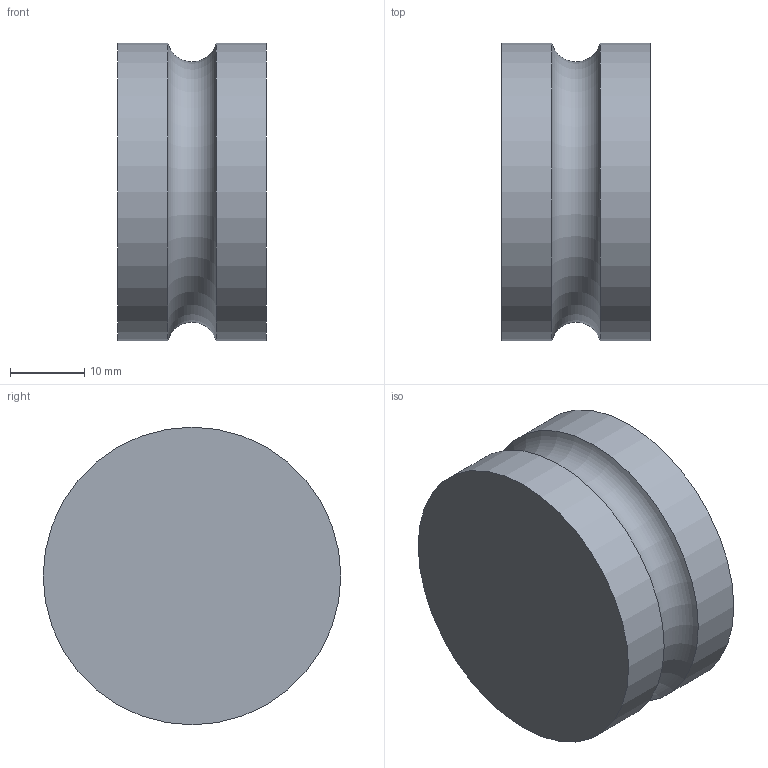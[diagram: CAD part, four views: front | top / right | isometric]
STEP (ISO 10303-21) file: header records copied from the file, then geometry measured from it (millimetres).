
FILE_DESCRIPTION (( 'STEP AP203' ), '1' );
FILE_NAME ('250805 STEP 1-400359-00_16983.STEP', '2025-08-05T05:56:09', ( '' ), ( '' ), 'SwSTEP 2.0', 'SolidWorks 2024', '' );
FILE_SCHEMA (( 'CONFIG_CONTROL_DESIGN' ));
Length unit declared in the file: millimetre
Products named in the file (1): 250805 STEP 1-400359-00_16983
Bounding box: 20 x 40 x 40 mm (x, y, z)
Volume: 23703.9 mm3; surface area: 5229.3 mm2
Topology: 1 solids, 1 shells, 5 faces, 7 edges, 4 vertices
Faces by surface type: plane 2, cylinder 2, torus 1
Full cylindrical faces by diameter (mm): 40 x2
Entity records: 171 total; most frequent: DIRECTION 20, CARTESIAN_POINT 14, AXIS2_PLACEMENT_3D 10, FACE_OUTER_BOUND 8, EDGE_LOOP 8, PERSON_AND_ORGANIZATION 8, ORIENTED_EDGE 8, CC_DESIGN_PERSON_AND_ORGANIZATION_ASSIGNMENT 5
